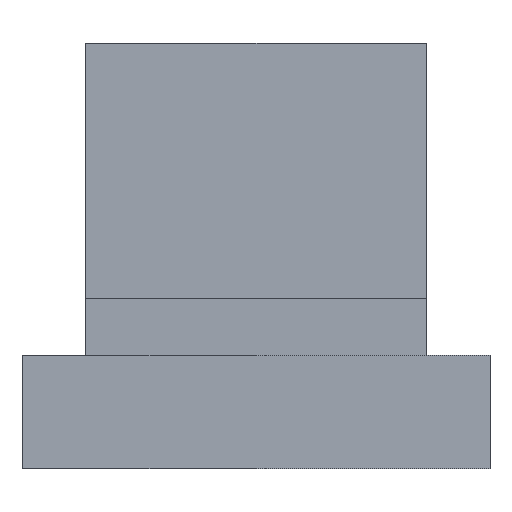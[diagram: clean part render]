
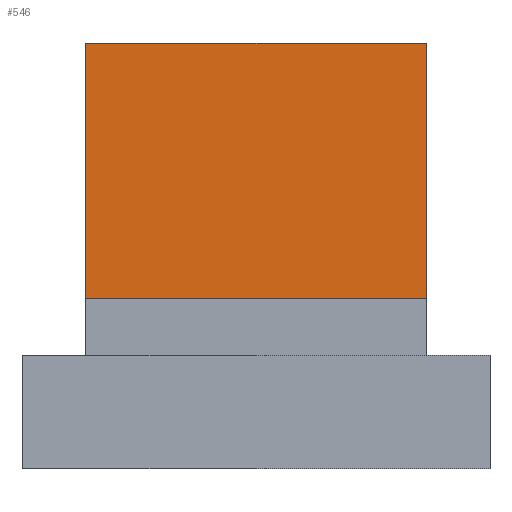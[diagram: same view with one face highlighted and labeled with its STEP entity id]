
A CAD part, front view. The second image highlights one B-rep face of the part: STEP entity #546.
In plain terms, the highlighted planar face has unit normal (0, -1, 0).
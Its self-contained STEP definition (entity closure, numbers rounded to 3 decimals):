
#71=DIRECTION('',(-1.,0.,0.));
#72=VECTOR('',#71,12.);
#73=CARTESIAN_POINT('',(6.,30.5,4.));
#74=LINE('',#73,#72);
#181=DIRECTION('',(0.,0.,1.));
#182=VECTOR('',#181,9.);
#183=CARTESIAN_POINT('',(-6.,30.5,4.));
#184=LINE('',#183,#182);
#185=DIRECTION('',(1.,0.,0.));
#186=VECTOR('',#185,12.);
#187=CARTESIAN_POINT('',(-6.,30.5,13.));
#188=LINE('',#187,#186);
#189=DIRECTION('',(0.,0.,-1.));
#190=VECTOR('',#189,9.);
#191=CARTESIAN_POINT('',(6.,30.5,13.));
#192=LINE('',#191,#190);
#257=CARTESIAN_POINT('',(-6.,30.5,13.));
#258=CARTESIAN_POINT('',(6.,30.5,13.));
#259=VERTEX_POINT('',#257);
#260=VERTEX_POINT('',#258);
#269=CARTESIAN_POINT('',(6.,30.5,4.));
#270=CARTESIAN_POINT('',(-6.,30.5,4.));
#271=VERTEX_POINT('',#269);
#272=VERTEX_POINT('',#270);
#535=CARTESIAN_POINT('',(0.,30.5,4.));
#536=DIRECTION('',(0.,1.,0.));
#537=DIRECTION('',(0.,0.,-1.));
#538=AXIS2_PLACEMENT_3D('',#535,#536,#537);
#539=PLANE('',#538);
#540=ORIENTED_EDGE('',*,*,#342,.T.);
#541=ORIENTED_EDGE('',*,*,#501,.T.);
#542=ORIENTED_EDGE('',*,*,#527,.T.);
#543=ORIENTED_EDGE('',*,*,#318,.T.);
#544=EDGE_LOOP('',(#540,#541,#542,#543));
#545=FACE_OUTER_BOUND('',#544,.F.);
#546=ADVANCED_FACE('',(#545),#539,.F.);
#318=EDGE_CURVE('',#260,#271,#192,.T.);
#342=EDGE_CURVE('',#271,#272,#74,.T.);
#501=EDGE_CURVE('',#272,#259,#184,.T.);
#527=EDGE_CURVE('',#259,#260,#188,.T.);
